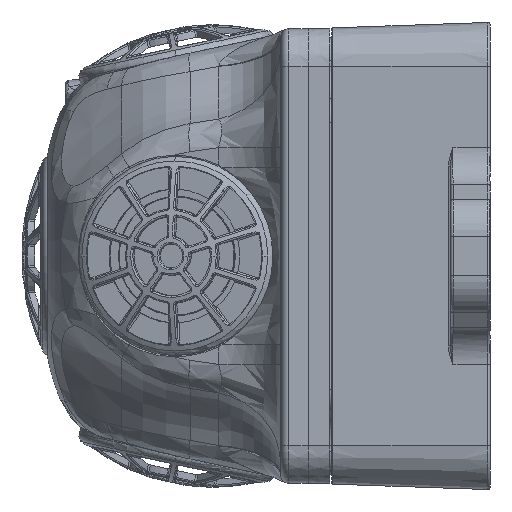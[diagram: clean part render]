
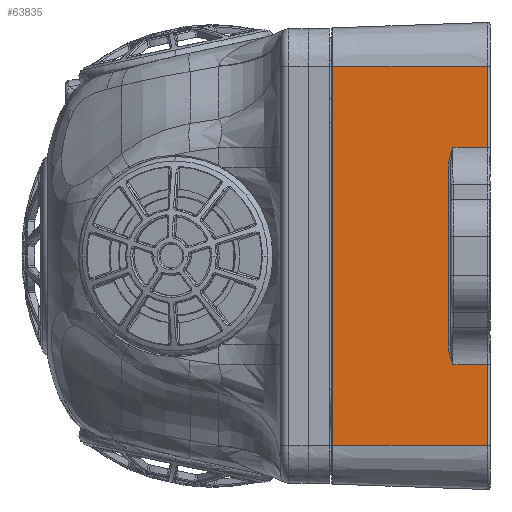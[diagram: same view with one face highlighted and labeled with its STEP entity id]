
A CAD part, left-side view. The second image highlights one B-rep face of the part: STEP entity #63835.
In plain terms, the highlighted planar face has unit normal (-0.999, 0.035, 0).
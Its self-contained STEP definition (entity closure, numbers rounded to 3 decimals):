
#2373 = CARTESIAN_POINT ( 'NONE',  ( -41.934, -15.29, 13.841 ) ) ;
#2456 = VERTEX_POINT ( 'NONE', #30448 ) ;
#4975 = CARTESIAN_POINT ( 'NONE',  ( -42.088, -19.69, 24.1 ) ) ;
#6204 = VERTEX_POINT ( 'NONE', #52793 ) ;
#8088 = CARTESIAN_POINT ( 'NONE',  ( -41.914, -14.71, 11.432 ) ) ;
#8091 = VECTOR ( 'NONE', #48091, 1000. ) ;
#8124 = CARTESIAN_POINT ( 'NONE',  ( -41.924, -15.011, -13.058 ) ) ;
#8545 = LINE ( 'NONE', #48675, #41707 ) ;
#9920 = VECTOR ( 'NONE', #32533, 1000. ) ;
#10701 = CARTESIAN_POINT ( 'NONE',  ( -41.934, -15.29, 13.841 ) ) ;
#10990 = EDGE_CURVE ( 'NONE', #39446, #6204, #47064, .T. ) ;
#13985 = EDGE_CURVE ( 'NONE', #2456, #46835, #26186, .T. ) ;
#15638 = EDGE_CURVE ( 'NONE', #22378, #26357, #26039, .T. ) ;
#17146 = DIRECTION ( 'NONE',  ( -0.999, 0.035, 0. ) ) ;
#17752 = ORIENTED_EDGE ( 'NONE', *, *, #35100, .F. ) ;
#19173 = ORIENTED_EDGE ( 'NONE', *, *, #28483, .T. ) ;
#20135 = CARTESIAN_POINT ( 'NONE',  ( -41.918, -14.847, 12.456 ) ) ;
#20995 = EDGE_CURVE ( 'NONE', #40141, #34240, #71210, .T. ) ;
#21190 = VECTOR ( 'NONE', #68383, 1000. ) ;
#21807 = ORIENTED_EDGE ( 'NONE', *, *, #13985, .T. ) ;
#22378 = VERTEX_POINT ( 'NONE', #60294 ) ;
#22930 = ORIENTED_EDGE ( 'NONE', *, *, #61337, .F. ) ;
#22965 = CARTESIAN_POINT ( 'NONE',  ( -42.088, -19.69, 24.1 ) ) ;
#23231 = CARTESIAN_POINT ( 'NONE',  ( -41.4, 0., 24.1 ) ) ;
#24227 = VECTOR ( 'NONE', #45206, 1000. ) ;
#24341 = DIRECTION ( 'NONE',  ( 0.035, 0.999, -0.013 ) ) ;
#25687 = LINE ( 'NONE', #75658, #68361 ) ;
#25729 = CARTESIAN_POINT ( 'NONE',  ( -41.917, -14.801, 12.254 ) ) ;
#25957 = EDGE_LOOP ( 'NONE', ( #22930, #21807, #19173, #76805, #61804, #42693, #55043, #61845, #56111, #17752 ) ) ;
#26039 = LINE ( 'NONE', #75540, #9920 ) ;
#26129 = CARTESIAN_POINT ( 'NONE',  ( -41.929, -15.15, -13.45 ) ) ;
#26186 = LINE ( 'NONE', #22965, #8091 ) ;
#26357 = VERTEX_POINT ( 'NONE', #4975 ) ;
#26388 = CARTESIAN_POINT ( 'NONE',  ( -41.914, -14.71, -11.641 ) ) ;
#27075 = DIRECTION ( 'NONE',  ( -0.035, -0.999, -0.013 ) ) ;
#27087 = LINE ( 'NONE', #54276, #47006 ) ;
#28483 = EDGE_CURVE ( 'NONE', #46835, #39446, #8545, .T. ) ;
#29326 = CARTESIAN_POINT ( 'NONE',  ( -41.4, 0., -24.1 ) ) ;
#29469 = CARTESIAN_POINT ( 'NONE',  ( -41.934, -15.29, -13.841 ) ) ;
#30448 = CARTESIAN_POINT ( 'NONE',  ( -42.088, -19.69, -24.1 ) ) ;
#32533 = DIRECTION ( 'NONE',  ( 0., 0., 1. ) ) ;
#34240 = VERTEX_POINT ( 'NONE', #10701 ) ;
#35100 = EDGE_CURVE ( 'NONE', #62037, #61229, #73627, .T. ) ;
#37884 = CARTESIAN_POINT ( 'NONE',  ( -41.914, -14.732, 11.846 ) ) ;
#38018 = VECTOR ( 'NONE', #67406, 1000. ) ;
#38389 = CARTESIAN_POINT ( 'NONE',  ( -41.914, -14.71, 11.432 ) ) ;
#39446 = VERTEX_POINT ( 'NONE', #29469 ) ;
#40141 = VERTEX_POINT ( 'NONE', #8088 ) ;
#40216 = CARTESIAN_POINT ( 'NONE',  ( -42.088, -19.69, -13.785 ) ) ;
#40931 = DIRECTION ( 'NONE',  ( -0.035, -0.999, 0. ) ) ;
#41707 = VECTOR ( 'NONE', #24341, 1000. ) ;
#42693 = ORIENTED_EDGE ( 'NONE', *, *, #20995, .T. ) ;
#43220 = CARTESIAN_POINT ( 'NONE',  ( -41.4, 0., -24.1 ) ) ;
#44136 = AXIS2_PLACEMENT_3D ( 'NONE', #23231, #17146, #40931 ) ;
#45206 = DIRECTION ( 'NONE',  ( 0., 0., 1. ) ) ;
#46835 = VERTEX_POINT ( 'NONE', #40216 ) ;
#47006 = VECTOR ( 'NONE', #59640, 1000. ) ;
#47064 = B_SPLINE_CURVE_WITH_KNOTS ( 'NONE', 3,
 ( #62453, #26129, #8124, #50495, #56611, #62703, #26388, #74950 ),
 .UNSPECIFIED., .F., .F.,
 ( 4, 2, 2, 4 ),
 ( 0., 0.001, 0.002, 0.002 ),
 .UNSPECIFIED. ) ;
#48091 = DIRECTION ( 'NONE',  ( 0., 0., 1. ) ) ;
#48675 = CARTESIAN_POINT ( 'NONE',  ( -41.925, -15.044, -13.844 ) ) ;
#50057 = CARTESIAN_POINT ( 'NONE',  ( -41.914, -14.71, 13.845 ) ) ;
#50332 = CARTESIAN_POINT ( 'NONE',  ( -41.924, -15.011, 13.058 ) ) ;
#50495 = CARTESIAN_POINT ( 'NONE',  ( -41.918, -14.847, -12.456 ) ) ;
#50857 = CARTESIAN_POINT ( 'NONE',  ( -41.929, -15.151, 13.452 ) ) ;
#52793 = CARTESIAN_POINT ( 'NONE',  ( -41.914, -14.71, -11.432 ) ) ;
#54276 = CARTESIAN_POINT ( 'NONE',  ( -41.4, 0., 24.1 ) ) ;
#55043 = ORIENTED_EDGE ( 'NONE', *, *, #76262, .T. ) ;
#56111 = ORIENTED_EDGE ( 'NONE', *, *, #56509, .T. ) ;
#56509 = EDGE_CURVE ( 'NONE', #26357, #61229, #27087, .T. ) ;
#56611 = CARTESIAN_POINT ( 'NONE',  ( -41.917, -14.801, -12.254 ) ) ;
#56693 = CARTESIAN_POINT ( 'NONE',  ( -41.914, -14.71, 11.641 ) ) ;
#58687 = CARTESIAN_POINT ( 'NONE',  ( -41.4, 0., 24.1 ) ) ;
#59640 = DIRECTION ( 'NONE',  ( 0.035, 0.999, 0. ) ) ;
#60294 = CARTESIAN_POINT ( 'NONE',  ( -42.088, -19.69, 13.785 ) ) ;
#61229 = VERTEX_POINT ( 'NONE', #58687 ) ;
#61337 = EDGE_CURVE ( 'NONE', #2456, #62037, #77944, .T. ) ;
#61804 = ORIENTED_EDGE ( 'NONE', *, *, #72132, .T. ) ;
#61845 = ORIENTED_EDGE ( 'NONE', *, *, #15638, .T. ) ;
#62037 = VERTEX_POINT ( 'NONE', #29326 ) ;
#62453 = CARTESIAN_POINT ( 'NONE',  ( -41.934, -15.29, -13.841 ) ) ;
#62703 = CARTESIAN_POINT ( 'NONE',  ( -41.914, -14.732, -11.846 ) ) ;
#63835 = ADVANCED_FACE ( 'NONE', ( #72932 ), #77089, .T. ) ;
#67406 = DIRECTION ( 'NONE',  ( 0.035, 0.999, 0. ) ) ;
#68361 = VECTOR ( 'NONE', #27075, 1000. ) ;
#68383 = DIRECTION ( 'NONE',  ( 0., 0., 1. ) ) ;
#69576 = LINE ( 'NONE', #50057, #21190 ) ;
#71210 = B_SPLINE_CURVE_WITH_KNOTS ( 'NONE', 3,
 ( #38389, #56693, #37884, #25729, #20135, #50332, #50857, #2373 ),
 .UNSPECIFIED., .F., .F.,
 ( 4, 2, 2, 4 ),
 ( 0., 0.001, 0.001, 0.002 ),
 .UNSPECIFIED. ) ;
#72132 = EDGE_CURVE ( 'NONE', #6204, #40141, #69576, .T. ) ;
#72932 = FACE_OUTER_BOUND ( 'NONE', #25957, .T. ) ;
#73627 = LINE ( 'NONE', #75529, #24227 ) ;
#74950 = CARTESIAN_POINT ( 'NONE',  ( -41.914, -14.71, -11.432 ) ) ;
#75529 = CARTESIAN_POINT ( 'NONE',  ( -41.4, 0., 24.1 ) ) ;
#75540 = CARTESIAN_POINT ( 'NONE',  ( -42.088, -19.69, 24.1 ) ) ;
#75658 = CARTESIAN_POINT ( 'NONE',  ( -42.1, -20.044, 13.781 ) ) ;
#76262 = EDGE_CURVE ( 'NONE', #34240, #22378, #25687, .T. ) ;
#76805 = ORIENTED_EDGE ( 'NONE', *, *, #10990, .T. ) ;
#77089 = PLANE ( 'NONE',  #44136 ) ;
#77944 = LINE ( 'NONE', #43220, #38018 ) ;
